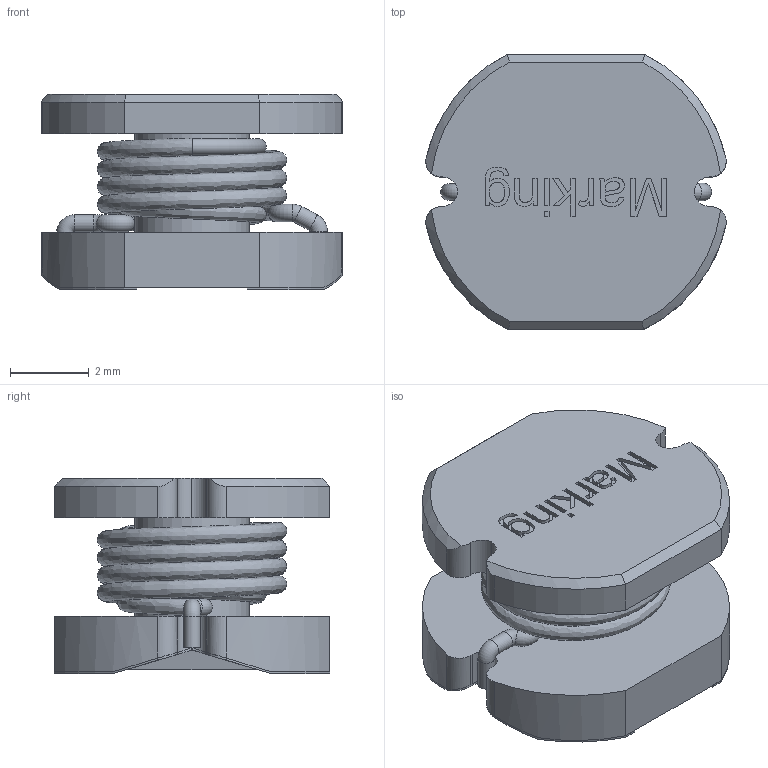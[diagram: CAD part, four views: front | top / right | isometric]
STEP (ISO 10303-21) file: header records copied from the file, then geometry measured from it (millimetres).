
FILE_DESCRIPTION( ( 'Unknown' ), '1' );
FILE_NAME( 'IndPD2A_7850.stp', 'Unknown', ( 'Unknown' ), ( 'Unknown' ), 'PSStep 13.0', 'Unknown', ' ' );
FILE_SCHEMA( ( 'AUTOMOTIVE_DESIGN { 1 0 10303 214 1 1 1 1 }' ) );
Length unit declared in the file: millimetre
Products named in the file (4): Assem1; Lötplatte; IndPD2A_7850
Bounding box: 7.63 x 7 x 4.95 mm (x, y, z)
Surface area: 896.3 mm2
Topology: 6 solids, 6 shells, 382 faces, 1002 edges, 656 vertices
Faces by surface type: plane 230, cylinder 94, extrusion 32, torus 14, cone 8, bspline 4
Full cylindrical faces by diameter (mm): 0.427 x4, 0.443 x4, 2.9 x2
Entity records: 8211 total; most frequent: CARTESIAN_POINT 2804, ORIENTED_EDGE 966, DIRECTION 828, EDGE_CURVE 483, VERTEX_POINT 325, AXIS2_PLACEMENT_3D 292, VECTOR 244, LINE 228
